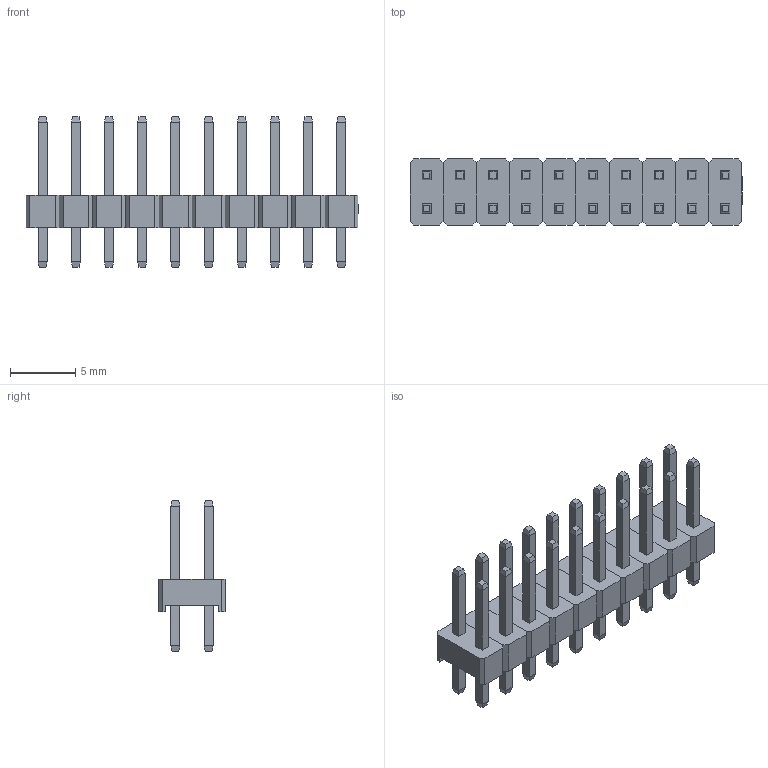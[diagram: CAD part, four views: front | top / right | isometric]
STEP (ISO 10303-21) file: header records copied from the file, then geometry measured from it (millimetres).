
FILE_DESCRIPTION(/* description */ ('Designed by EasyEDA Pro'),/* implementation_level */ '2;1');
FILE_NAME(/* name */ 'PZ_2.54_2X10P_LH.step',/* time_stamp */ '2025-03-27T13:35:34+08:00',/* author */ (''),/* organization */ (''),/* preprocessor_version */ 'ST-DEVELOPER v20.1',/* originating_system */ 'Autodesk Translation Framework v14.4.0.0',/* authorisation */ '');
FILE_SCHEMA (('AUTOMOTIVE_DESIGN { 1 0 10303 214 3 1 1 }'));
Length unit declared in the file: millimetre
Products named in the file (4): jlHm-PCBModel; jlHm-Board; jlHm-H1-HDR-TH_20P-P2.54-V-M-R2-C10-S2.54; COMPOUND
Assembly tree (3 placements, depth 3):
  jlHm-PCBModel
    jlHm-Board
    jlHm-H1-HDR-TH_20P-P2.54-V-M-R2-C10-S2.54
      COMPOUND
Bounding box: 25.4 x 5.08 x 11.5 mm (x, y, z)
Volume: 356.9 mm3; surface area: 1117.4 mm2
Topology: 10 solids, 10 shells, 724 faces, 1775 edges, 1130 vertices
Faces by surface type: plane 626, bspline 98
Entity records: 21869 total; most frequent: CARTESIAN_POINT 4672, ORIENTED_EDGE 3550, DIRECTION 3017, EDGE_CURVE 1775, LINE 1579, VECTOR 1579, VERTEX_POINT 1130, EDGE_LOOP 783
